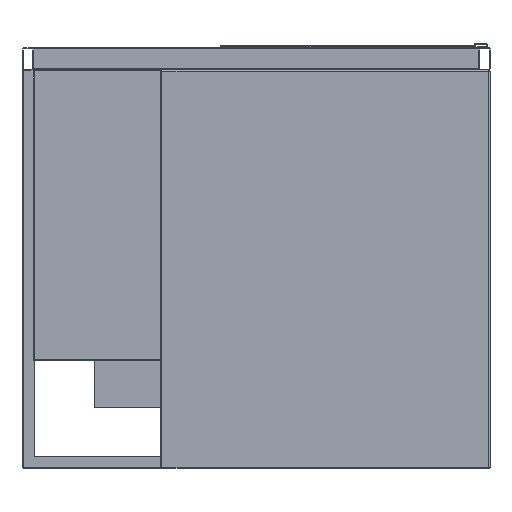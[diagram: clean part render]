
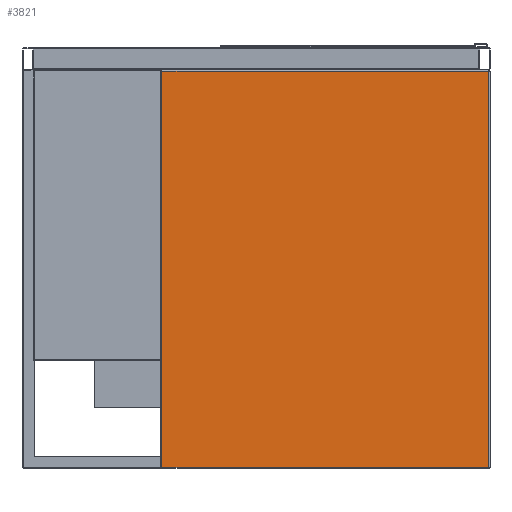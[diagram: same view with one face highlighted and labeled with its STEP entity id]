
A CAD part, front view. The second image highlights one B-rep face of the part: STEP entity #3821.
In plain terms, the highlighted planar face has unit normal (0, -1, 0).
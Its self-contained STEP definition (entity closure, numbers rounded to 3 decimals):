
#840 = VECTOR ( 'NONE', #2270, 1000. ) ;
#948 = ORIENTED_EDGE ( 'NONE', *, *, #11026, .T. ) ;
#1455 = ORIENTED_EDGE ( 'NONE', *, *, #8642, .T. ) ;
#2270 = DIRECTION ( 'NONE',  ( 0., 0., -1. ) ) ;
#2617 = LINE ( 'NONE', #7428, #3899 ) ;
#3305 = FACE_OUTER_BOUND ( 'NONE', #8263, .T. ) ;
#3821 = ADVANCED_FACE ( 'Fl�che8', ( #3305 ), #5910, .T. ) ;
#3899 = VECTOR ( 'NONE', #6338, 1000. ) ;
#4570 = CARTESIAN_POINT ( 'NONE',  ( -297.5, -325., -758. ) ) ;
#4766 = VERTEX_POINT ( 'NONE', #10412 ) ;
#5751 = EDGE_CURVE ( 'NONE', #4766, #7501, #10737, .T. ) ;
#5871 = EDGE_CURVE ( 'NONE', #8379, #14424, #7471, .T. ) ;
#5910 = PLANE ( 'NONE',  #15673 ) ;
#6090 = VECTOR ( 'NONE', #8744, 1000. ) ;
#6338 = DIRECTION ( 'NONE',  ( 0., 0., 1. ) ) ;
#6343 = VECTOR ( 'NONE', #14239, 1000. ) ;
#6870 = DIRECTION ( 'NONE',  ( 0., 0., -1. ) ) ;
#7013 = LINE ( 'NONE', #11861, #840 ) ;
#7333 = CARTESIAN_POINT ( 'NONE',  ( 295.5, -325., -42. ) ) ;
#7428 = CARTESIAN_POINT ( 'NONE',  ( 295.5, -325., -760. ) ) ;
#7471 = LINE ( 'NONE', #12326, #6090 ) ;
#7501 = VERTEX_POINT ( 'NONE', #10871 ) ;
#8263 = EDGE_LOOP ( 'NONE', ( #11336, #1455, #8345, #948 ) ) ;
#8345 = ORIENTED_EDGE ( 'NONE', *, *, #5751, .T. ) ;
#8379 = VERTEX_POINT ( 'NONE', #7333 ) ;
#8642 = EDGE_CURVE ( 'NONE', #14424, #4766, #7013, .T. ) ;
#8744 = DIRECTION ( 'NONE',  ( -1., 0., 0. ) ) ;
#10412 = CARTESIAN_POINT ( 'NONE',  ( -295.5, -325., -758. ) ) ;
#10737 = LINE ( 'NONE', #4570, #6343 ) ;
#10871 = CARTESIAN_POINT ( 'NONE',  ( 295.5, -325., -758. ) ) ;
#11026 = EDGE_CURVE ( 'NONE', #7501, #8379, #2617, .T. ) ;
#11336 = ORIENTED_EDGE ( 'NONE', *, *, #5871, .T. ) ;
#11514 = CARTESIAN_POINT ( 'NONE',  ( -295.5, -325., -42. ) ) ;
#11861 = CARTESIAN_POINT ( 'NONE',  ( -295.5, -325., -760. ) ) ;
#12326 = CARTESIAN_POINT ( 'NONE',  ( -297.5, -325., -42. ) ) ;
#14239 = DIRECTION ( 'NONE',  ( 1., 0., 0. ) ) ;
#14424 = VERTEX_POINT ( 'NONE', #11514 ) ;
#15360 = DIRECTION ( 'NONE',  ( 0., -1., 0. ) ) ;
#15595 = CARTESIAN_POINT ( 'NONE',  ( -297.5, -325., -760. ) ) ;
#15673 = AXIS2_PLACEMENT_3D ( 'NONE', #15595, #15360, #6870 ) ;
